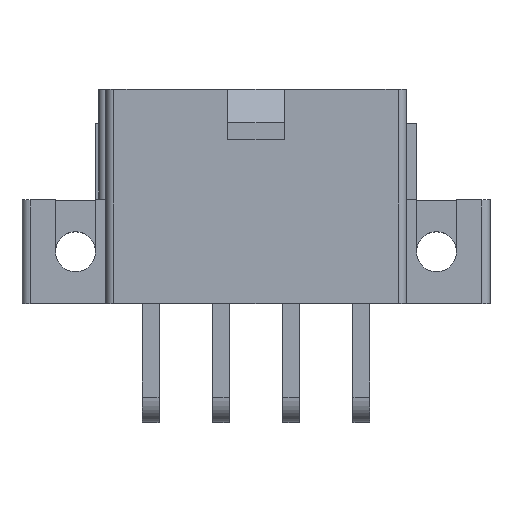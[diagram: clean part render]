
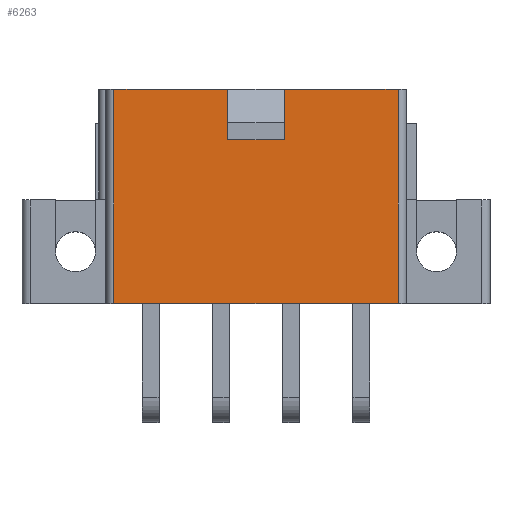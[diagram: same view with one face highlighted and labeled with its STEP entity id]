
A CAD part, top view. The second image highlights one B-rep face of the part: STEP entity #6263.
In plain terms, the highlighted planar face has unit normal (0, 0, 1).
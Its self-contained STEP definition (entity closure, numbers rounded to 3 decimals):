
#3758=CARTESIAN_POINT('',(-8.5,16.65,10.));
#3759=VERTEX_POINT('',#3758);
#3767=CARTESIAN_POINT('',(-1.7,16.65,10.));
#3768=VERTEX_POINT('',#3767);
#3769=CARTESIAN_POINT('',(-1.7,16.65,10.));
#3770=DIRECTION('',(-1.0,0.0,0.0));
#3771=VECTOR('',#3770,6.8);
#3772=LINE('',#3769,#3771);
#3773=EDGE_CURVE('',#3768,#3759,#3772,.T.);
#3775=CARTESIAN_POINT('',(1.7,16.65,10.));
#3776=VERTEX_POINT('',#3775);
#3783=CARTESIAN_POINT('',(8.5,16.65,10.));
#3784=VERTEX_POINT('',#3783);
#3785=CARTESIAN_POINT('',(8.5,16.65,10.));
#3786=DIRECTION('',(-1.0,0.0,0.0));
#3787=VECTOR('',#3786,6.8);
#3788=LINE('',#3785,#3787);
#3789=EDGE_CURVE('',#3784,#3776,#3788,.T.);
#4550=CARTESIAN_POINT('',(8.5,3.85,10.));
#4551=VERTEX_POINT('',#4550);
#4559=CARTESIAN_POINT('',(-8.5,3.85,10.));
#4560=VERTEX_POINT('',#4559);
#4561=CARTESIAN_POINT('',(8.5,3.85,10.));
#4562=DIRECTION('',(-1.0,0.0,0.0));
#4563=VECTOR('',#4562,17.0);
#4564=LINE('',#4561,#4563);
#4565=EDGE_CURVE('',#4551,#4560,#4564,.T.);
#5381=CARTESIAN_POINT('',(-8.5,3.85,10.));
#5382=DIRECTION('',(0.0,1.0,0.0));
#5383=VECTOR('',#5382,12.8);
#5384=LINE('',#5381,#5383);
#5385=EDGE_CURVE('',#4560,#3759,#5384,.T.);
#6220=CARTESIAN_POINT('',(8.5,3.85,10.));
#6221=DIRECTION('',(0.0,1.0,0.0));
#6222=VECTOR('',#6221,12.8);
#6223=LINE('',#6220,#6222);
#6224=EDGE_CURVE('',#4551,#3784,#6223,.T.);
#6229=CARTESIAN_POINT('',(9.35,17.29,10.));
#6230=DIRECTION('',(0.0,0.0,1.0));
#6231=DIRECTION('',(0.0,1.0,0.0));
#6232=AXIS2_PLACEMENT_3D('',#6229,#6230,#6231);
#6233=PLANE('',#6232);
#6234=ORIENTED_EDGE('',*,*,#4565,.F.);
#6235=ORIENTED_EDGE('',*,*,#6224,.T.);
#6236=ORIENTED_EDGE('',*,*,#3789,.T.);
#6237=CARTESIAN_POINT('',(1.7,13.65,10.));
#6238=VERTEX_POINT('',#6237);
#6239=CARTESIAN_POINT('',(1.7,16.65,10.));
#6240=DIRECTION('',(0.0,-1.0,0.0));
#6241=VECTOR('',#6240,3.0);
#6242=LINE('',#6239,#6241);
#6243=EDGE_CURVE('',#3776,#6238,#6242,.T.);
#6244=ORIENTED_EDGE('',*,*,#6243,.T.);
#6245=CARTESIAN_POINT('',(-1.7,13.65,10.));
#6246=VERTEX_POINT('',#6245);
#6247=CARTESIAN_POINT('',(1.7,13.65,10.));
#6248=DIRECTION('',(-1.0,0.0,0.0));
#6249=VECTOR('',#6248,3.4);
#6250=LINE('',#6247,#6249);
#6251=EDGE_CURVE('',#6238,#6246,#6250,.T.);
#6252=ORIENTED_EDGE('',*,*,#6251,.T.);
#6253=CARTESIAN_POINT('',(-1.7,16.65,10.));
#6254=DIRECTION('',(0.0,-1.0,0.0));
#6255=VECTOR('',#6254,3.0);
#6256=LINE('',#6253,#6255);
#6257=EDGE_CURVE('',#3768,#6246,#6256,.T.);
#6258=ORIENTED_EDGE('',*,*,#6257,.F.);
#6259=ORIENTED_EDGE('',*,*,#3773,.T.);
#6260=ORIENTED_EDGE('',*,*,#5385,.F.);
#6261=EDGE_LOOP('',(#6234,#6235,#6236,#6244,#6252,#6258,#6259,#6260));
#6262=FACE_OUTER_BOUND('',#6261,.T.);
#6263=ADVANCED_FACE('',(#6262),#6233,.T.);
